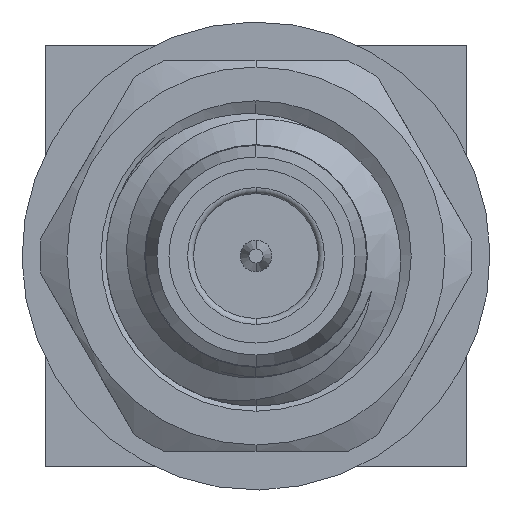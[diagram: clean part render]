
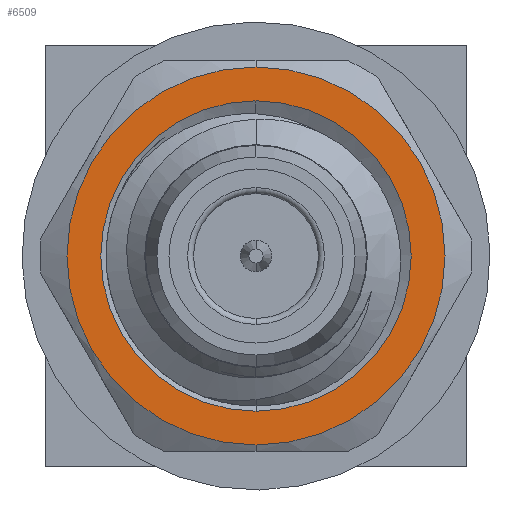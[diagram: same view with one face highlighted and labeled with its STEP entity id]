
A CAD part, left-side view. The second image highlights one B-rep face of the part: STEP entity #6509.
In plain terms, the highlighted planar face has unit normal (-1, 0, 0).
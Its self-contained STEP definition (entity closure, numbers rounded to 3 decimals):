
#33 = EDGE_CURVE ( 'NONE', #9904, #1018, #198, .T. ) ;
#198 = CIRCLE ( 'NONE', #2163, 2.587 ) ;
#288 = EDGE_CURVE ( 'NONE', #5428, #10001, #4470, .T. ) ;
#321 = AXIS2_PLACEMENT_3D ( 'NONE', #2428, #8063, #3249 ) ;
#470 = CARTESIAN_POINT ( 'NONE',  ( 6.602, 0., 0. ) ) ;
#543 = ORIENTED_EDGE ( 'NONE', *, *, #288, .F. ) ;
#1018 = VERTEX_POINT ( 'NONE', #8448 ) ;
#1019 = EDGE_CURVE ( 'NONE', #1018, #9904, #2768, .T. ) ;
#1160 = DIRECTION ( 'NONE',  ( 1., 0., 0. ) ) ;
#1278 = DIRECTION ( 'NONE',  ( 0., 0., 1. ) ) ;
#1847 = ORIENTED_EDGE ( 'NONE', *, *, #33, .T. ) ;
#1992 = AXIS2_PLACEMENT_3D ( 'NONE', #470, #6130, #1278 ) ;
#2034 = PLANE ( 'NONE',  #1992 ) ;
#2163 = AXIS2_PLACEMENT_3D ( 'NONE', #4630, #9446, #3811 ) ;
#2428 = CARTESIAN_POINT ( 'NONE',  ( 6.602, 0., 0. ) ) ;
#2594 = ORIENTED_EDGE ( 'NONE', *, *, #1019, .T. ) ;
#2768 = CIRCLE ( 'NONE', #4783, 2.587 ) ;
#2991 = EDGE_CURVE ( 'NONE', #10001, #5428, #4733, .T. ) ;
#3249 = DIRECTION ( 'NONE',  ( 0., 0., -1. ) ) ;
#3800 = EDGE_LOOP ( 'NONE', ( #543, #4122 ) ) ;
#3811 = DIRECTION ( 'NONE',  ( 0., 0., 1. ) ) ;
#4122 = ORIENTED_EDGE ( 'NONE', *, *, #2991, .F. ) ;
#4236 = FACE_OUTER_BOUND ( 'NONE', #3800, .T. ) ;
#4470 = CIRCLE ( 'NONE', #10275, 3.15 ) ;
#4630 = CARTESIAN_POINT ( 'NONE',  ( 6.602, 0., 0. ) ) ;
#4733 = CIRCLE ( 'NONE', #321, 3.15 ) ;
#4783 = AXIS2_PLACEMENT_3D ( 'NONE', #5158, #5931, #9929 ) ;
#5158 = CARTESIAN_POINT ( 'NONE',  ( 6.602, 0., 0. ) ) ;
#5428 = VERTEX_POINT ( 'NONE', #6696 ) ;
#5883 = CARTESIAN_POINT ( 'NONE',  ( 6.602, 0., 3.15 ) ) ;
#5931 = DIRECTION ( 'NONE',  ( 1., 0., 0. ) ) ;
#6006 = DIRECTION ( 'NONE',  ( 0., 0., -1. ) ) ;
#6130 = DIRECTION ( 'NONE',  ( -1., 0., 0. ) ) ;
#6509 = ADVANCED_FACE ( 'NONE', ( #8246, #4236 ), #2034, .T. ) ;
#6696 = CARTESIAN_POINT ( 'NONE',  ( 6.602, 0., -3.15 ) ) ;
#6799 = CARTESIAN_POINT ( 'NONE',  ( 6.602, 0., 0. ) ) ;
#7099 = EDGE_LOOP ( 'NONE', ( #2594, #1847 ) ) ;
#7390 = CARTESIAN_POINT ( 'NONE',  ( 6.602, 0., -2.587 ) ) ;
#8063 = DIRECTION ( 'NONE',  ( 1., 0., 0. ) ) ;
#8246 = FACE_BOUND ( 'NONE', #7099, .T. ) ;
#8448 = CARTESIAN_POINT ( 'NONE',  ( 6.602, 0., 2.587 ) ) ;
#9446 = DIRECTION ( 'NONE',  ( 1., 0., 0. ) ) ;
#9904 = VERTEX_POINT ( 'NONE', #7390 ) ;
#9929 = DIRECTION ( 'NONE',  ( 0., 0., 1. ) ) ;
#10001 = VERTEX_POINT ( 'NONE', #5883 ) ;
#10275 = AXIS2_PLACEMENT_3D ( 'NONE', #6799, #1160, #6006 ) ;
